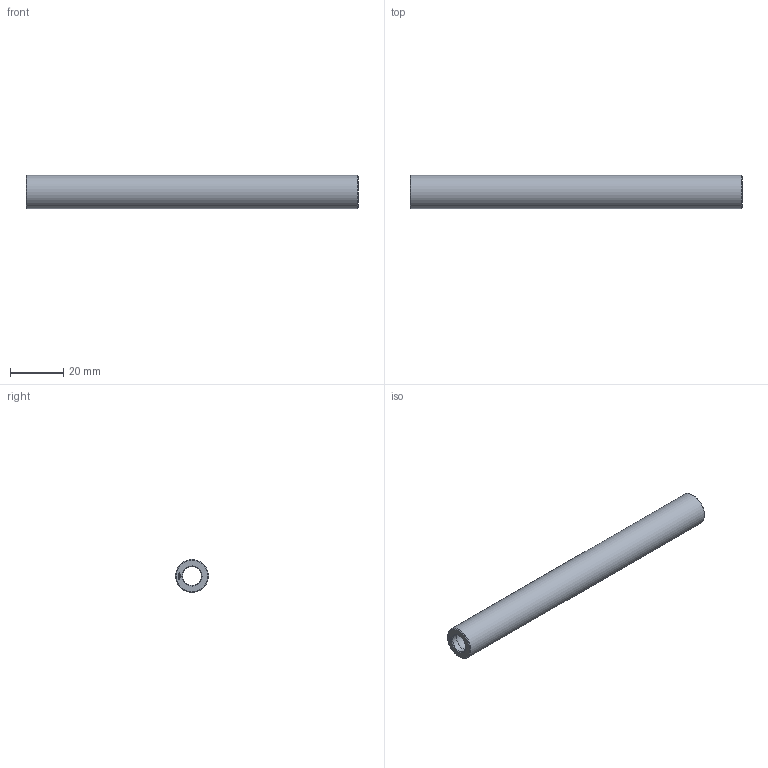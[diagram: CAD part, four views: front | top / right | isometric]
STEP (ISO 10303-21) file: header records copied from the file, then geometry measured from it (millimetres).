
FILE_DESCRIPTION(('FreeCAD Model'),'2;1');
FILE_NAME('Open CASCADE Shape Model','2024-01-02T18:07:19',(''),(''), 'Open CASCADE STEP processor 7.6','FreeCAD','Unknown');
FILE_SCHEMA(('AUTOMOTIVE_DESIGN { 1 0 10303 214 1 1 1 1 }'));
Length unit declared in the file: millimetre
Products named in the file (1): Spacer FRE BU01.00x10.00 - SPN-SPR-0089 (stemfie.org)
Bounding box: 125 x 12.5 x 12.5 mm (x, y, z)
Volume: 9481.4 mm3; surface area: 8167.9 mm2
Topology: 1 solids, 1 shells, 560 faces, 1537 edges, 1014 vertices
Faces by surface type: plane 300, extrusion 226, cylinder 12, sphere 10, revolution 8, cone 4
Full cylindrical faces by diameter (mm): 7 x11, 12.5 x1
Entity records: 37898 total; most frequent: CARTESIAN_POINT 8466, DIRECTION 4663, VECTOR 3875, LINE 3649, ORIENTED_EDGE 3074, PCURVE 3074, DEFINITIONAL_REPRESENTATION 3074, EDGE_CURVE 1537
